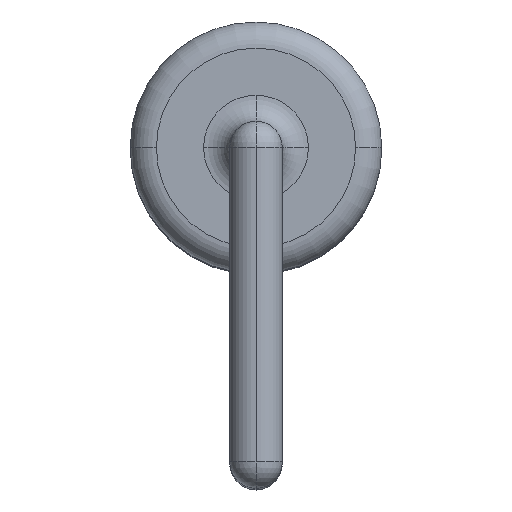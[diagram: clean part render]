
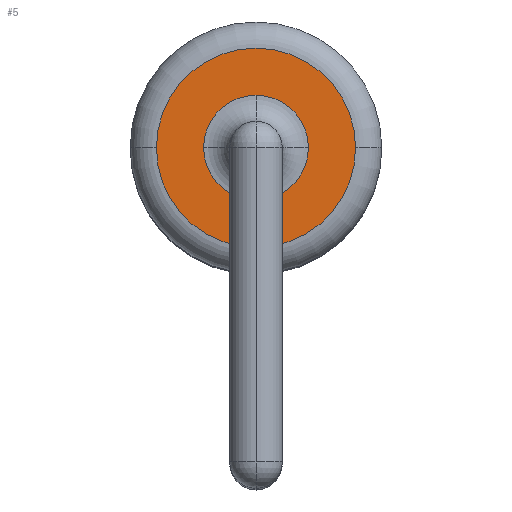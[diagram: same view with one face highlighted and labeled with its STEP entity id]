
A CAD part, top view. The second image highlights one B-rep face of the part: STEP entity #5.
In plain terms, the highlighted planar face has unit normal (0, 0, 1).
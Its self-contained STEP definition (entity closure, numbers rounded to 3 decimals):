
#5 = ADVANCED_FACE ( 'NONE', ( #1302, #2438 ), #486, .T. ) ;
#21 = EDGE_CURVE ( 'NONE', #104, #2171, #1131, .T. ) ;
#66 = EDGE_CURVE ( 'NONE', #1522, #620, #2402, .T. ) ;
#104 = VERTEX_POINT ( 'NONE', #1350 ) ;
#173 = CARTESIAN_POINT ( 'NONE',  ( 0., -0.5, 6.3 ) ) ;
#212 = CIRCLE ( 'NONE', #1471, 0.5 ) ;
#226 = DIRECTION ( 'NONE',  ( 0., 0., 1. ) ) ;
#232 = CIRCLE ( 'NONE', #2449, 0.5 ) ;
#268 = DIRECTION ( 'NONE',  ( 0., 0., 1. ) ) ;
#301 = ORIENTED_EDGE ( 'NONE', *, *, #1503, .F. ) ;
#325 = ORIENTED_EDGE ( 'NONE', *, *, #21, .T. ) ;
#445 = AXIS2_PLACEMENT_3D ( 'NONE', #1500, #268, #1692 ) ;
#463 = CARTESIAN_POINT ( 'NONE',  ( 0., 0., 6.3 ) ) ;
#474 = AXIS2_PLACEMENT_3D ( 'NONE', #525, #1962, #730 ) ;
#486 = PLANE ( 'NONE',  #1613 ) ;
#525 = CARTESIAN_POINT ( 'NONE',  ( 0., 0., 6.3 ) ) ;
#595 = VERTEX_POINT ( 'NONE', #173 ) ;
#620 = VERTEX_POINT ( 'NONE', #1429 ) ;
#662 = DIRECTION ( 'NONE',  ( 1., 0., 0. ) ) ;
#692 = DIRECTION ( 'NONE',  ( 0., 0., 1. ) ) ;
#730 = DIRECTION ( 'NONE',  ( 1., 0., 0. ) ) ;
#824 = ORIENTED_EDGE ( 'NONE', *, *, #66, .F. ) ;
#897 = CARTESIAN_POINT ( 'NONE',  ( 0., 0., 6.3 ) ) ;
#987 = CIRCLE ( 'NONE', #1874, 0.5 ) ;
#1025 = CARTESIAN_POINT ( 'NONE',  ( 0., 0., 6.3 ) ) ;
#1062 = CIRCLE ( 'NONE', #445, 0.95 ) ;
#1089 = ORIENTED_EDGE ( 'NONE', *, *, #2583, .T. ) ;
#1110 = DIRECTION ( 'NONE',  ( 1., 0., 0. ) ) ;
#1131 = CIRCLE ( 'NONE', #1479, 0.95 ) ;
#1271 = DIRECTION ( 'NONE',  ( 1., 0., 0. ) ) ;
#1281 = EDGE_CURVE ( 'NONE', #1638, #1522, #212, .T. ) ;
#1302 = FACE_OUTER_BOUND ( 'NONE', #2289, .T. ) ;
#1313 = CARTESIAN_POINT ( 'NONE',  ( 0.5, 0., 6.3 ) ) ;
#1350 = CARTESIAN_POINT ( 'NONE',  ( -0.95, 0., 6.3 ) ) ;
#1429 = CARTESIAN_POINT ( 'NONE',  ( -0.5, 0., 6.3 ) ) ;
#1460 = CARTESIAN_POINT ( 'NONE',  ( 0., 0., 6.3 ) ) ;
#1471 = AXIS2_PLACEMENT_3D ( 'NONE', #1460, #226, #1651 ) ;
#1479 = AXIS2_PLACEMENT_3D ( 'NONE', #897, #2348, #1110 ) ;
#1491 = ORIENTED_EDGE ( 'NONE', *, *, #1281, .F. ) ;
#1500 = CARTESIAN_POINT ( 'NONE',  ( 0., 0., 6.3 ) ) ;
#1503 = EDGE_CURVE ( 'NONE', #620, #595, #987, .T. ) ;
#1522 = VERTEX_POINT ( 'NONE', #2261 ) ;
#1613 = AXIS2_PLACEMENT_3D ( 'NONE', #1922, #692, #2124 ) ;
#1638 = VERTEX_POINT ( 'NONE', #1313 ) ;
#1651 = DIRECTION ( 'NONE',  ( 1., 0., 0. ) ) ;
#1692 = DIRECTION ( 'NONE',  ( 1., 0., 0. ) ) ;
#1733 = EDGE_LOOP ( 'NONE', ( #1491, #2044, #301, #824 ) ) ;
#1874 = AXIS2_PLACEMENT_3D ( 'NONE', #1025, #2479, #1271 ) ;
#1895 = DIRECTION ( 'NONE',  ( 0., 0., 1. ) ) ;
#1922 = CARTESIAN_POINT ( 'NONE',  ( 0., 0., 6.3 ) ) ;
#1962 = DIRECTION ( 'NONE',  ( 0., 0., 1. ) ) ;
#2044 = ORIENTED_EDGE ( 'NONE', *, *, #2529, .F. ) ;
#2124 = DIRECTION ( 'NONE',  ( 1., 0., 0. ) ) ;
#2171 = VERTEX_POINT ( 'NONE', #2508 ) ;
#2261 = CARTESIAN_POINT ( 'NONE',  ( 0., 0.5, 6.3 ) ) ;
#2289 = EDGE_LOOP ( 'NONE', ( #1089, #325 ) ) ;
#2348 = DIRECTION ( 'NONE',  ( 0., 0., 1. ) ) ;
#2402 = CIRCLE ( 'NONE', #474, 0.5 ) ;
#2438 = FACE_BOUND ( 'NONE', #1733, .T. ) ;
#2449 = AXIS2_PLACEMENT_3D ( 'NONE', #463, #1895, #662 ) ;
#2479 = DIRECTION ( 'NONE',  ( 0., 0., 1. ) ) ;
#2508 = CARTESIAN_POINT ( 'NONE',  ( 0.95, 0., 6.3 ) ) ;
#2529 = EDGE_CURVE ( 'NONE', #595, #1638, #232, .T. ) ;
#2583 = EDGE_CURVE ( 'NONE', #2171, #104, #1062, .T. ) ;
